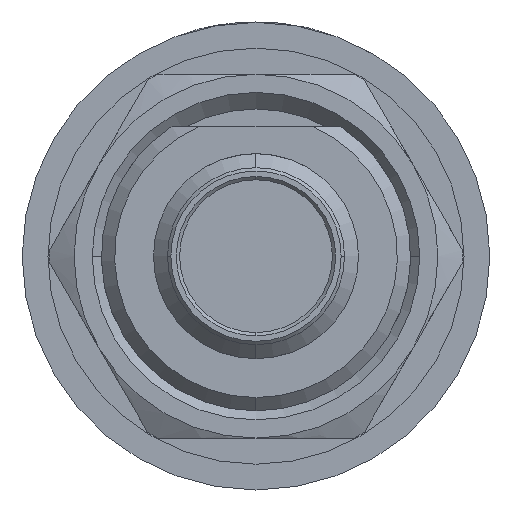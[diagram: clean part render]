
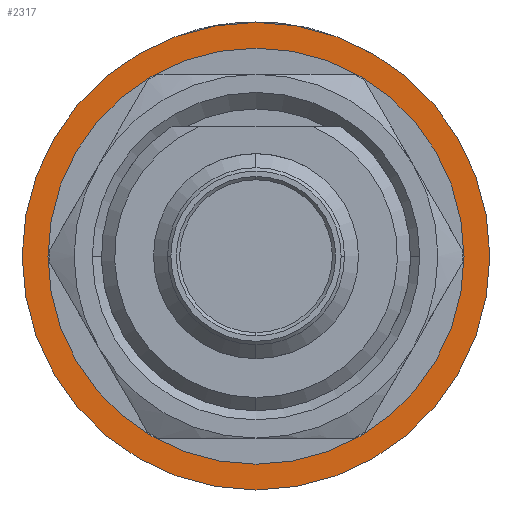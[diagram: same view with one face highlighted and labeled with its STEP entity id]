
A CAD part, left-side view. The second image highlights one B-rep face of the part: STEP entity #2317.
In plain terms, the highlighted planar face has unit normal (-1, 0, 0).
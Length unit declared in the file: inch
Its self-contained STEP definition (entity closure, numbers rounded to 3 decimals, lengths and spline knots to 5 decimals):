
#31 = ORIENTED_EDGE ( 'NONE', *, *, #7101, .T. ) ;
#61 = ORIENTED_EDGE ( 'NONE', *, *, #2373, .T. ) ;
#209 = PLANE ( 'NONE',  #4548 ) ;
#453 = DIRECTION ( 'NONE',  ( 0., 0., 1. ) ) ;
#605 = CIRCLE ( 'NONE', #2579, 0.22736 ) ;
#884 = CIRCLE ( 'NONE', #5729, 0.22736 ) ;
#989 = DIRECTION ( 'NONE',  ( -1., 0., 0. ) ) ;
#994 = CARTESIAN_POINT ( 'NONE',  ( 0.57913, 0., -0.27835 ) ) ;
#1450 = FACE_OUTER_BOUND ( 'NONE', #4248, .T. ) ;
#1530 = FACE_BOUND ( 'NONE', #5908, .T. ) ;
#1544 = CIRCLE ( 'NONE', #2599, 0.27835 ) ;
#1908 = VERTEX_POINT ( 'NONE', #6932 ) ;
#2146 = DIRECTION ( 'NONE',  ( 0., 0., 1. ) ) ;
#2317 = ADVANCED_FACE ( 'NONE', ( #1530, #1450 ), #209, .T. ) ;
#2373 = EDGE_CURVE ( 'NONE', #4875, #5375, #4683, .T. ) ;
#2425 = EDGE_CURVE ( 'NONE', #5375, #4875, #1544, .T. ) ;
#2579 = AXIS2_PLACEMENT_3D ( 'NONE', #7119, #4692, #2146 ) ;
#2599 = AXIS2_PLACEMENT_3D ( 'NONE', #6041, #989, #453 ) ;
#3297 = CARTESIAN_POINT ( 'NONE',  ( 0.57913, 0., 0. ) ) ;
#3505 = CARTESIAN_POINT ( 'NONE',  ( 0.57913, 0., 0. ) ) ;
#3641 = AXIS2_PLACEMENT_3D ( 'NONE', #3505, #5463, #6667 ) ;
#4248 = EDGE_LOOP ( 'NONE', ( #61, #5075 ) ) ;
#4548 = AXIS2_PLACEMENT_3D ( 'NONE', #3297, #5254, #7727 ) ;
#4683 = CIRCLE ( 'NONE', #3641, 0.27835 ) ;
#4692 = DIRECTION ( 'NONE',  ( 1., 0., 0. ) ) ;
#4839 = CARTESIAN_POINT ( 'NONE',  ( 0.57913, 0., 0. ) ) ;
#4875 = VERTEX_POINT ( 'NONE', #5216 ) ;
#5075 = ORIENTED_EDGE ( 'NONE', *, *, #2425, .T. ) ;
#5124 = EDGE_CURVE ( 'NONE', #1908, #5300, #605, .T. ) ;
#5216 = CARTESIAN_POINT ( 'NONE',  ( 0.57913, 0., 0.27835 ) ) ;
#5254 = DIRECTION ( 'NONE',  ( -1., 0., 0. ) ) ;
#5300 = VERTEX_POINT ( 'NONE', #5420 ) ;
#5375 = VERTEX_POINT ( 'NONE', #994 ) ;
#5420 = CARTESIAN_POINT ( 'NONE',  ( 0.57913, 0., 0.22736 ) ) ;
#5463 = DIRECTION ( 'NONE',  ( -1., 0., 0. ) ) ;
#5490 = DIRECTION ( 'NONE',  ( 0., 0., 1. ) ) ;
#5729 = AXIS2_PLACEMENT_3D ( 'NONE', #4839, #7223, #5490 ) ;
#5908 = EDGE_LOOP ( 'NONE', ( #31, #6935 ) ) ;
#6041 = CARTESIAN_POINT ( 'NONE',  ( 0.57913, 0., 0. ) ) ;
#6667 = DIRECTION ( 'NONE',  ( 0., 0., 1. ) ) ;
#6932 = CARTESIAN_POINT ( 'NONE',  ( 0.57913, 0., -0.22736 ) ) ;
#6935 = ORIENTED_EDGE ( 'NONE', *, *, #5124, .T. ) ;
#7101 = EDGE_CURVE ( 'NONE', #5300, #1908, #884, .T. ) ;
#7119 = CARTESIAN_POINT ( 'NONE',  ( 0.57913, 0., 0. ) ) ;
#7223 = DIRECTION ( 'NONE',  ( 1., 0., 0. ) ) ;
#7727 = DIRECTION ( 'NONE',  ( 0., 0., 1. ) ) ;
